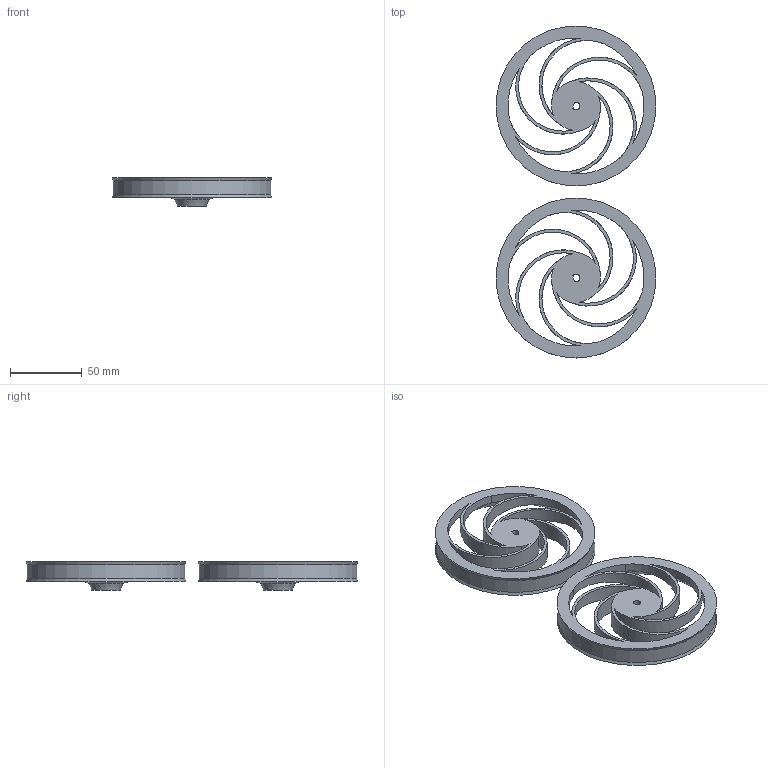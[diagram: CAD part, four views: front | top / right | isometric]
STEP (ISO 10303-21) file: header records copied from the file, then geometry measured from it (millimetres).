
FILE_DESCRIPTION(/* description */ (''),/* implementation_level */ '2;1');
FILE_NAME(/* name */ 'Wheeel_Spiral_No_Traingles v3.step',/* time_stamp */ '2022-04-07T19:28:25+02:00',/* author */ (''),/* organization */ (''),/* preprocessor_version */ 'ST-DEVELOPER v18.1',/* originating_system */ 'Autodesk Translation Framework v10.13.0.1454',/* authorisation */ '');
FILE_SCHEMA (('AUTOMOTIVE_DESIGN { 1 0 10303 214 3 1 1 }'));
Length unit declared in the file: millimetre
Products named in the file (1): Wheeel_Spiral_No_Traingles
Bounding box: 111.6 x 231.6 x 20 mm (x, y, z)
Volume: 98001 mm3; surface area: 54101.4 mm2
Topology: 2 solids, 2 shells, 74 faces, 210 edges, 130 vertices
Faces by surface type: cylinder 52, cone 14, plane 8
Full cylindrical faces by diameter (mm): 110 x2
Entity records: 3239 total; most frequent: CARTESIAN_POINT 1209, DIRECTION 430, ORIENTED_EDGE 420, EDGE_CURVE 210, AXIS2_PLACEMENT_3D 179, VERTEX_POINT 130, CIRCLE 104, EDGE_LOOP 92
